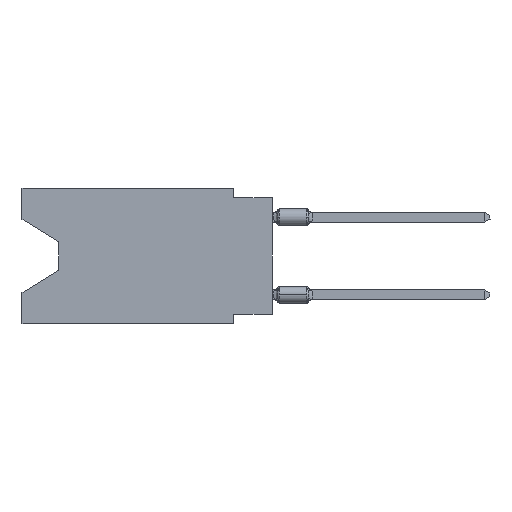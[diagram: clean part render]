
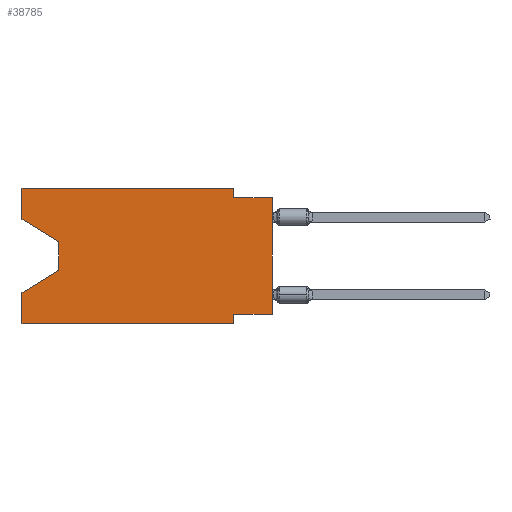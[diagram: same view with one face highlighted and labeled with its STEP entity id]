
A CAD part, left-side view. The second image highlights one B-rep face of the part: STEP entity #38785.
In plain terms, the highlighted planar face has unit normal (-1, 0, 0).
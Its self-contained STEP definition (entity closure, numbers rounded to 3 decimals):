
#193 = LINE ( 'NONE', #13910, #1822 ) ;
#265 = ORIENTED_EDGE ( 'NONE', *, *, #7708, .F. ) ;
#295 = VERTEX_POINT ( 'NONE', #3882 ) ;
#376 = ORIENTED_EDGE ( 'NONE', *, *, #15520, .T. ) ;
#1353 = VERTEX_POINT ( 'NONE', #6617 ) ;
#1774 = VECTOR ( 'NONE', #44009, 1000. ) ;
#1822 = VECTOR ( 'NONE', #20890, 1000. ) ;
#2129 = CARTESIAN_POINT ( 'NONE',  ( 0., 0., -8.255 ) ) ;
#3016 = VERTEX_POINT ( 'NONE', #5900 ) ;
#3882 = CARTESIAN_POINT ( 'NONE',  ( 0., 2.54, 0. ) ) ;
#5900 = CARTESIAN_POINT ( 'NONE',  ( 0., 16.383, -2.038 ) ) ;
#5906 = VECTOR ( 'NONE', #28241, 1000. ) ;
#6251 = EDGE_CURVE ( 'NONE', #3016, #40461, #25103, .T. ) ;
#6617 = CARTESIAN_POINT ( 'NONE',  ( 0., 16.383, -6.852 ) ) ;
#7169 = VERTEX_POINT ( 'NONE', #9138 ) ;
#7224 = DIRECTION ( 'NONE',  ( 0., 0., 1. ) ) ;
#7280 = VERTEX_POINT ( 'NONE', #31380 ) ;
#7647 = CARTESIAN_POINT ( 'NONE',  ( 0., 0., 0. ) ) ;
#7691 = CARTESIAN_POINT ( 'NONE',  ( 0., 13.97, -3.505 ) ) ;
#7708 = EDGE_CURVE ( 'NONE', #39574, #1353, #16735, .T. ) ;
#8052 = VECTOR ( 'NONE', #11740, 1000. ) ;
#9138 = CARTESIAN_POINT ( 'NONE',  ( 0., 16.383, 0. ) ) ;
#9692 = DIRECTION ( 'NONE',  ( 1., 0., 0. ) ) ;
#10338 = VECTOR ( 'NONE', #29198, 1000. ) ;
#10648 = ORIENTED_EDGE ( 'NONE', *, *, #38200, .F. ) ;
#10736 = LINE ( 'NONE', #30315, #1774 ) ;
#11138 = DIRECTION ( 'NONE',  ( 0., -0.855, -0.519 ) ) ;
#11142 = LINE ( 'NONE', #28021, #5906 ) ;
#11247 = LINE ( 'NONE', #7647, #19398 ) ;
#11680 = CARTESIAN_POINT ( 'NONE',  ( 0., 0., -8.255 ) ) ;
#11740 = DIRECTION ( 'NONE',  ( 0., 0., -1. ) ) ;
#12359 = VERTEX_POINT ( 'NONE', #20934 ) ;
#12504 = ORIENTED_EDGE ( 'NONE', *, *, #38526, .F. ) ;
#12718 = EDGE_CURVE ( 'NONE', #12359, #1353, #193, .T. ) ;
#12931 = ORIENTED_EDGE ( 'NONE', *, *, #36190, .T. ) ;
#13177 = DIRECTION ( 'NONE',  ( 0., -1., 0. ) ) ;
#13553 = CARTESIAN_POINT ( 'NONE',  ( 0., 16.383, -8.89 ) ) ;
#13657 = LINE ( 'NONE', #39939, #16309 ) ;
#13849 = AXIS2_PLACEMENT_3D ( 'NONE', #40495, #9692, #25524 ) ;
#13910 = CARTESIAN_POINT ( 'NONE',  ( 0., 13.97, -5.385 ) ) ;
#14532 = CARTESIAN_POINT ( 'NONE',  ( 0., 16.383, -2.038 ) ) ;
#14913 = CARTESIAN_POINT ( 'NONE',  ( 0., 2.54, -8.255 ) ) ;
#15087 = VERTEX_POINT ( 'NONE', #14913 ) ;
#15520 = EDGE_CURVE ( 'NONE', #39574, #26477, #13657, .T. ) ;
#15903 = LINE ( 'NONE', #33414, #17048 ) ;
#16309 = VECTOR ( 'NONE', #19714, 1000. ) ;
#16735 = LINE ( 'NONE', #20800, #40667 ) ;
#17048 = VECTOR ( 'NONE', #22651, 1000. ) ;
#19398 = VECTOR ( 'NONE', #7224, 1000. ) ;
#19714 = DIRECTION ( 'NONE',  ( 0., -1., 0. ) ) ;
#20624 = ORIENTED_EDGE ( 'NONE', *, *, #6251, .T. ) ;
#20800 = CARTESIAN_POINT ( 'NONE',  ( 0., 16.383, 0. ) ) ;
#20890 = DIRECTION ( 'NONE',  ( 0., 0.855, -0.519 ) ) ;
#20934 = CARTESIAN_POINT ( 'NONE',  ( 0., 13.97, -5.385 ) ) ;
#20970 = ORIENTED_EDGE ( 'NONE', *, *, #33167, .F. ) ;
#21697 = EDGE_CURVE ( 'NONE', #295, #28358, #10736, .T. ) ;
#22651 = DIRECTION ( 'NONE',  ( 0., -1., 0. ) ) ;
#23975 = LINE ( 'NONE', #43751, #28694 ) ;
#24913 = EDGE_CURVE ( 'NONE', #7169, #295, #15903, .T. ) ;
#25103 = LINE ( 'NONE', #14532, #42375 ) ;
#25463 = LINE ( 'NONE', #7691, #8052 ) ;
#25524 = DIRECTION ( 'NONE',  ( 0., 0., -1. ) ) ;
#26477 = VERTEX_POINT ( 'NONE', #35660 ) ;
#26736 = EDGE_LOOP ( 'NONE', ( #20624, #12931, #36521, #265, #376, #10648, #32375, #40650, #20970, #43927, #28786, #12504 ) ) ;
#26795 = PLANE ( 'NONE',  #13849 ) ;
#27539 = CARTESIAN_POINT ( 'NONE',  ( 0., 13.97, -3.505 ) ) ;
#28021 = CARTESIAN_POINT ( 'NONE',  ( 0., 16.383, 0. ) ) ;
#28241 = DIRECTION ( 'NONE',  ( 0., 0., 1. ) ) ;
#28358 = VERTEX_POINT ( 'NONE', #39732 ) ;
#28694 = VECTOR ( 'NONE', #13177, 1000. ) ;
#28786 = ORIENTED_EDGE ( 'NONE', *, *, #24913, .F. ) ;
#29198 = DIRECTION ( 'NONE',  ( 0., 1., 0. ) ) ;
#30315 = CARTESIAN_POINT ( 'NONE',  ( 0., 2.54, 0. ) ) ;
#31208 = CARTESIAN_POINT ( 'NONE',  ( 0., 2.54, -8.89 ) ) ;
#31380 = CARTESIAN_POINT ( 'NONE',  ( 0., 0., -0.635 ) ) ;
#31582 = VERTEX_POINT ( 'NONE', #2129 ) ;
#32375 = ORIENTED_EDGE ( 'NONE', *, *, #42750, .F. ) ;
#33167 = EDGE_CURVE ( 'NONE', #28358, #7280, #23975, .T. ) ;
#33414 = CARTESIAN_POINT ( 'NONE',  ( 0., 16.383, 0. ) ) ;
#34064 = EDGE_CURVE ( 'NONE', #31582, #7280, #11247, .T. ) ;
#34795 = DIRECTION ( 'NONE',  ( 0., 0., -1. ) ) ;
#35660 = CARTESIAN_POINT ( 'NONE',  ( 0., 2.54, -8.89 ) ) ;
#36190 = EDGE_CURVE ( 'NONE', #40461, #12359, #25463, .T. ) ;
#36521 = ORIENTED_EDGE ( 'NONE', *, *, #12718, .T. ) ;
#37852 = DIRECTION ( 'NONE',  ( 0., 0., 1. ) ) ;
#38200 = EDGE_CURVE ( 'NONE', #15087, #26477, #42222, .T. ) ;
#38526 = EDGE_CURVE ( 'NONE', #3016, #7169, #11142, .T. ) ;
#38785 = ADVANCED_FACE ( 'NONE', ( #42603 ), #26795, .F. ) ;
#39574 = VERTEX_POINT ( 'NONE', #13553 ) ;
#39732 = CARTESIAN_POINT ( 'NONE',  ( 0., 2.54, -0.635 ) ) ;
#39939 = CARTESIAN_POINT ( 'NONE',  ( 0., 16.383, -8.89 ) ) ;
#40461 = VERTEX_POINT ( 'NONE', #27539 ) ;
#40495 = CARTESIAN_POINT ( 'NONE',  ( 0., 16.383, 0. ) ) ;
#40650 = ORIENTED_EDGE ( 'NONE', *, *, #34064, .T. ) ;
#40667 = VECTOR ( 'NONE', #37852, 1000. ) ;
#41051 = VECTOR ( 'NONE', #34795, 1000. ) ;
#42222 = LINE ( 'NONE', #31208, #41051 ) ;
#42375 = VECTOR ( 'NONE', #11138, 1000. ) ;
#42603 = FACE_OUTER_BOUND ( 'NONE', #26736, .T. ) ;
#42750 = EDGE_CURVE ( 'NONE', #31582, #15087, #43129, .T. ) ;
#43129 = LINE ( 'NONE', #11680, #10338 ) ;
#43751 = CARTESIAN_POINT ( 'NONE',  ( 0., 0., -0.635 ) ) ;
#43927 = ORIENTED_EDGE ( 'NONE', *, *, #21697, .F. ) ;
#44009 = DIRECTION ( 'NONE',  ( 0., 0., -1. ) ) ;
